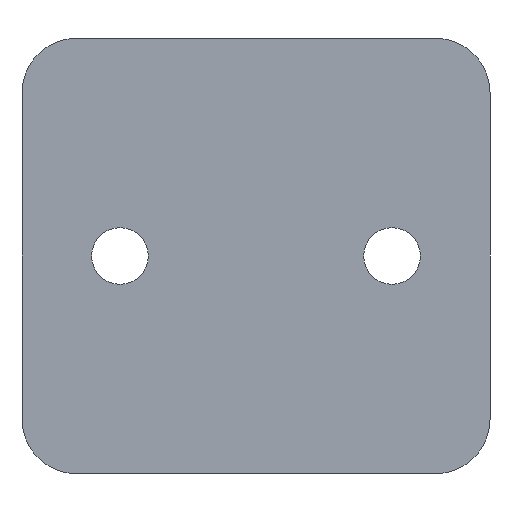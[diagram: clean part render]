
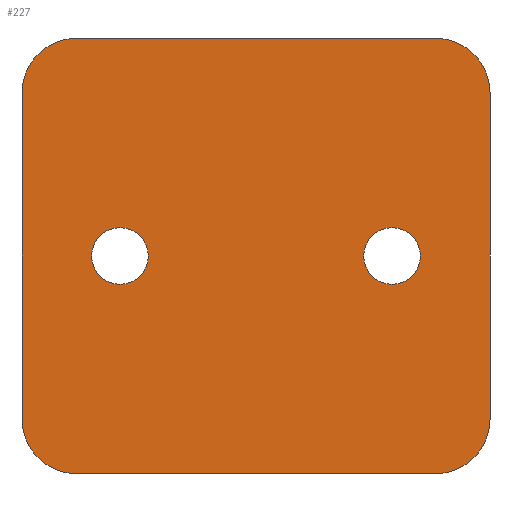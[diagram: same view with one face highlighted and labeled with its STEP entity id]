
A CAD part, front view. The second image highlights one B-rep face of the part: STEP entity #227.
In plain terms, the highlighted planar face has unit normal (0, -1, 0).
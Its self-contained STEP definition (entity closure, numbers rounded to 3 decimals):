
#36 = VERTEX_POINT ( 'NONE', #131 ) ;
#44 = DIRECTION ( 'NONE',  ( 0., 1., 0. ) ) ;
#48 = DIRECTION ( 'NONE',  ( 0., 0., -1. ) ) ;
#79 = VERTEX_POINT ( 'NONE', #533 ) ;
#87 = CARTESIAN_POINT ( 'NONE',  ( 43., 0., -5. ) ) ;
#90 = CIRCLE ( 'NONE', #778, 2.6 ) ;
#107 = CIRCLE ( 'NONE', #725, 5. ) ;
#121 = DIRECTION ( 'NONE',  ( 0., 0., -1. ) ) ;
#128 = DIRECTION ( 'NONE',  ( 0., 0., 1. ) ) ;
#130 = ORIENTED_EDGE ( 'NONE', *, *, #976, .T. ) ;
#131 = CARTESIAN_POINT ( 'NONE',  ( 5., 0., 0. ) ) ;
#138 = CARTESIAN_POINT ( 'NONE',  ( 5., 0., -40. ) ) ;
#150 = EDGE_CURVE ( 'NONE', #340, #572, #543, .T. ) ;
#161 = DIRECTION ( 'NONE',  ( 0., -1., 0. ) ) ;
#183 = ORIENTED_EDGE ( 'NONE', *, *, #873, .F. ) ;
#188 = VERTEX_POINT ( 'NONE', #460 ) ;
#199 = ORIENTED_EDGE ( 'NONE', *, *, #353, .F. ) ;
#202 = DIRECTION ( 'NONE',  ( 0., 1., 0. ) ) ;
#203 = AXIS2_PLACEMENT_3D ( 'NONE', #251, #411, #975 ) ;
#204 = DIRECTION ( 'NONE',  ( 0., 0., -1. ) ) ;
#227 = ADVANCED_FACE ( 'NONE', ( #439, #468, #653 ), #877, .T. ) ;
#251 = CARTESIAN_POINT ( 'NONE',  ( 34., 0., -20. ) ) ;
#255 = DIRECTION ( 'NONE',  ( 0., -1., 0. ) ) ;
#256 = AXIS2_PLACEMENT_3D ( 'NONE', #925, #202, #128 ) ;
#272 = AXIS2_PLACEMENT_3D ( 'NONE', #811, #486, #323 ) ;
#280 = EDGE_LOOP ( 'NONE', ( #585, #562 ) ) ;
#299 = ORIENTED_EDGE ( 'NONE', *, *, #939, .T. ) ;
#305 = VECTOR ( 'NONE', #561, 1000. ) ;
#307 = DIRECTION ( 'NONE',  ( 0., -1., 0. ) ) ;
#314 = CARTESIAN_POINT ( 'NONE',  ( 38., 0., -40. ) ) ;
#319 = CARTESIAN_POINT ( 'NONE',  ( 38., 0., 0. ) ) ;
#323 = DIRECTION ( 'NONE',  ( 0., 0., 1. ) ) ;
#327 = AXIS2_PLACEMENT_3D ( 'NONE', #419, #255, #815 ) ;
#333 = VERTEX_POINT ( 'NONE', #808 ) ;
#340 = VERTEX_POINT ( 'NONE', #87 ) ;
#342 = VERTEX_POINT ( 'NONE', #812 ) ;
#345 = CARTESIAN_POINT ( 'NONE',  ( 5., 0., -5. ) ) ;
#348 = VECTOR ( 'NONE', #465, 1000. ) ;
#351 = DIRECTION ( 'NONE',  ( 0., 0., 1. ) ) ;
#353 = EDGE_CURVE ( 'NONE', #1007, #188, #426, .T. ) ;
#358 = DIRECTION ( 'NONE',  ( -1., 0., 0. ) ) ;
#372 = EDGE_CURVE ( 'NONE', #36, #572, #753, .T. ) ;
#389 = CIRCLE ( 'NONE', #272, 2.6 ) ;
#402 = CARTESIAN_POINT ( 'NONE',  ( 0., 0., 0. ) ) ;
#406 = VERTEX_POINT ( 'NONE', #138 ) ;
#408 = VERTEX_POINT ( 'NONE', #703 ) ;
#411 = DIRECTION ( 'NONE',  ( 0., 1., 0. ) ) ;
#416 = CIRCLE ( 'NONE', #203, 2.6 ) ;
#419 = CARTESIAN_POINT ( 'NONE',  ( 38., 0., -35. ) ) ;
#426 = LINE ( 'NONE', #402, #305 ) ;
#427 = VECTOR ( 'NONE', #48, 1000. ) ;
#439 = FACE_BOUND ( 'NONE', #678, .T. ) ;
#460 = CARTESIAN_POINT ( 'NONE',  ( 0., 0., -5. ) ) ;
#465 = DIRECTION ( 'NONE',  ( 1., 0., 0. ) ) ;
#468 = FACE_BOUND ( 'NONE', #280, .T. ) ;
#472 = DIRECTION ( 'NONE',  ( 0., 0., -1. ) ) ;
#486 = DIRECTION ( 'NONE',  ( 0., 1., 0. ) ) ;
#492 = AXIS2_PLACEMENT_3D ( 'NONE', #624, #307, #472 ) ;
#498 = EDGE_CURVE ( 'NONE', #79, #408, #389, .T. ) ;
#511 = CARTESIAN_POINT ( 'NONE',  ( 0., 0., -35. ) ) ;
#519 = CARTESIAN_POINT ( 'NONE',  ( 43., 0., 0. ) ) ;
#528 = CARTESIAN_POINT ( 'NONE',  ( 5., 0., -35. ) ) ;
#533 = CARTESIAN_POINT ( 'NONE',  ( 9., 0., -22.6 ) ) ;
#543 = CIRCLE ( 'NONE', #492, 5. ) ;
#545 = ORIENTED_EDGE ( 'NONE', *, *, #150, .T. ) ;
#561 = DIRECTION ( 'NONE',  ( 0., 0., 1. ) ) ;
#562 = ORIENTED_EDGE ( 'NONE', *, *, #819, .T. ) ;
#571 = VECTOR ( 'NONE', #358, 1000. ) ;
#572 = VERTEX_POINT ( 'NONE', #319 ) ;
#585 = ORIENTED_EDGE ( 'NONE', *, *, #498, .T. ) ;
#596 = VERTEX_POINT ( 'NONE', #314 ) ;
#622 = VERTEX_POINT ( 'NONE', #956 ) ;
#624 = CARTESIAN_POINT ( 'NONE',  ( 38., 0., -5. ) ) ;
#633 = CARTESIAN_POINT ( 'NONE',  ( 0., 0., 0. ) ) ;
#636 = AXIS2_PLACEMENT_3D ( 'NONE', #633, #161, #1016 ) ;
#653 = FACE_OUTER_BOUND ( 'NONE', #1005, .T. ) ;
#655 = ORIENTED_EDGE ( 'NONE', *, *, #699, .T. ) ;
#676 = DIRECTION ( 'NONE',  ( 0., -1., 0. ) ) ;
#678 = EDGE_LOOP ( 'NONE', ( #655, #299 ) ) ;
#695 = ORIENTED_EDGE ( 'NONE', *, *, #829, .T. ) ;
#699 = EDGE_CURVE ( 'NONE', #342, #622, #416, .T. ) ;
#703 = CARTESIAN_POINT ( 'NONE',  ( 9., 0., -17.4 ) ) ;
#714 = EDGE_CURVE ( 'NONE', #596, #333, #957, .T. ) ;
#725 = AXIS2_PLACEMENT_3D ( 'NONE', #528, #676, #204 ) ;
#753 = LINE ( 'NONE', #858, #348 ) ;
#754 = LINE ( 'NONE', #519, #427 ) ;
#761 = CARTESIAN_POINT ( 'NONE',  ( 0., 0., -40. ) ) ;
#769 = AXIS2_PLACEMENT_3D ( 'NONE', #345, #914, #121 ) ;
#778 = AXIS2_PLACEMENT_3D ( 'NONE', #989, #44, #351 ) ;
#785 = CIRCLE ( 'NONE', #256, 2.6 ) ;
#806 = ORIENTED_EDGE ( 'NONE', *, *, #867, .F. ) ;
#808 = CARTESIAN_POINT ( 'NONE',  ( 43., 0., -35. ) ) ;
#811 = CARTESIAN_POINT ( 'NONE',  ( 9., 0., -20. ) ) ;
#812 = CARTESIAN_POINT ( 'NONE',  ( 34., 0., -22.6 ) ) ;
#815 = DIRECTION ( 'NONE',  ( 0., 0., -1. ) ) ;
#819 = EDGE_CURVE ( 'NONE', #408, #79, #90, .T. ) ;
#827 = CIRCLE ( 'NONE', #769, 5. ) ;
#829 = EDGE_CURVE ( 'NONE', #36, #188, #827, .T. ) ;
#858 = CARTESIAN_POINT ( 'NONE',  ( 0., 0., 0. ) ) ;
#867 = EDGE_CURVE ( 'NONE', #596, #406, #969, .T. ) ;
#873 = EDGE_CURVE ( 'NONE', #340, #333, #754, .T. ) ;
#877 = PLANE ( 'NONE',  #636 ) ;
#914 = DIRECTION ( 'NONE',  ( 0., -1., 0. ) ) ;
#925 = CARTESIAN_POINT ( 'NONE',  ( 34., 0., -20. ) ) ;
#939 = EDGE_CURVE ( 'NONE', #622, #342, #785, .T. ) ;
#948 = ORIENTED_EDGE ( 'NONE', *, *, #714, .T. ) ;
#956 = CARTESIAN_POINT ( 'NONE',  ( 34., 0., -17.4 ) ) ;
#957 = CIRCLE ( 'NONE', #327, 5. ) ;
#969 = LINE ( 'NONE', #761, #571 ) ;
#975 = DIRECTION ( 'NONE',  ( 0., 0., 1. ) ) ;
#976 = EDGE_CURVE ( 'NONE', #1007, #406, #107, .T. ) ;
#989 = CARTESIAN_POINT ( 'NONE',  ( 9., 0., -20. ) ) ;
#1005 = EDGE_LOOP ( 'NONE', ( #806, #948, #183, #545, #1017, #695, #199, #130 ) ) ;
#1007 = VERTEX_POINT ( 'NONE', #511 ) ;
#1016 = DIRECTION ( 'NONE',  ( 0., 0., -1. ) ) ;
#1017 = ORIENTED_EDGE ( 'NONE', *, *, #372, .F. ) ;
